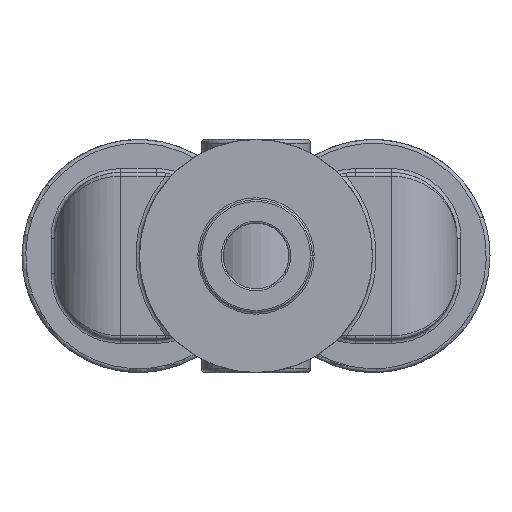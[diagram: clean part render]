
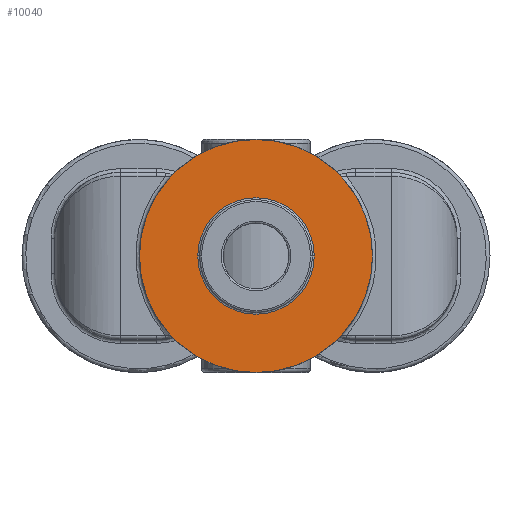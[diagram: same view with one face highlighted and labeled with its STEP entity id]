
A CAD part, front view. The second image highlights one B-rep face of the part: STEP entity #10040.
In plain terms, the highlighted planar face has unit normal (0, -1, 0).
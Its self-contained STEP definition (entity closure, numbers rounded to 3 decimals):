
#9670=CARTESIAN_POINT('Vertex',(-6.2,8.,0.)) ;
#9677=CARTESIAN_POINT('Vertex',(6.2,8.,0.)) ;
#9680=CARTESIAN_POINT('Axis2P3D Location',(0.,8.,0.)) ;
#9703=CARTESIAN_POINT('Axis2P3D Location',(0.,8.,0.)) ;
#10013=CARTESIAN_POINT('Axis2P3D Location',(0.,8.,0.)) ;
#10022=CARTESIAN_POINT('Axis2P3D Location',(0.,8.,0.)) ;
#10026=CARTESIAN_POINT('Vertex',(-3.1,8.,0.)) ;
#10028=CARTESIAN_POINT('Vertex',(3.1,8.,0.)) ;
#10031=CARTESIAN_POINT('Axis2P3D Location',(0.,8.,0.)) ;
#9681=DIRECTION('Axis2P3D Direction',(-0.,1.,0.)) ;
#9704=DIRECTION('Axis2P3D Direction',(-0.,1.,0.)) ;
#10014=DIRECTION('Axis2P3D Direction',(0.,1.,0.)) ;
#10015=DIRECTION('Axis2P3D XDirection',(0.,0.,1.)) ;
#10023=DIRECTION('Axis2P3D Direction',(0.,1.,0.)) ;
#10032=DIRECTION('Axis2P3D Direction',(0.,1.,0.)) ;
#9682=AXIS2_PLACEMENT_3D('Circle Axis2P3D',#9680,#9681,$) ;
#9705=AXIS2_PLACEMENT_3D('Circle Axis2P3D',#9703,#9704,$) ;
#10016=AXIS2_PLACEMENT_3D('Plane Axis2P3D',#10013,#10014,#10015) ;
#10024=AXIS2_PLACEMENT_3D('Circle Axis2P3D',#10022,#10023,$) ;
#10033=AXIS2_PLACEMENT_3D('Circle Axis2P3D',#10031,#10032,$) ;
#10019=ORIENTED_EDGE('',*,*,#9684,.F.) ;
#10020=ORIENTED_EDGE('',*,*,#9707,.F.) ;
#10037=ORIENTED_EDGE('',*,*,#10030,.T.) ;
#10038=ORIENTED_EDGE('',*,*,#10035,.T.) ;
#10039=FACE_BOUND('',#10036,.T.) ;
#10040=ADVANCED_FACE('PR565B-06-04',(#10021,#10039),#10017,.F.) ;
#9683=CIRCLE('generated circle',#9682,6.2) ;
#9706=CIRCLE('generated circle',#9705,6.2) ;
#10025=CIRCLE('generated circle',#10024,3.1) ;
#10034=CIRCLE('generated circle',#10033,3.1) ;
#9684=EDGE_CURVE('',#9678,#9671,#9683,.T.) ;
#9707=EDGE_CURVE('',#9671,#9678,#9706,.T.) ;
#10030=EDGE_CURVE('',#10027,#10029,#10025,.T.) ;
#10035=EDGE_CURVE('',#10029,#10027,#10034,.T.) ;
#10018=EDGE_LOOP('',(#10019,#10020)) ;
#10036=EDGE_LOOP('',(#10037,#10038)) ;
#10021=FACE_OUTER_BOUND('',#10018,.T.) ;
#10017=PLANE('',#10016) ;
#9671=VERTEX_POINT('',#9670) ;
#9678=VERTEX_POINT('',#9677) ;
#10027=VERTEX_POINT('',#10026) ;
#10029=VERTEX_POINT('',#10028) ;
